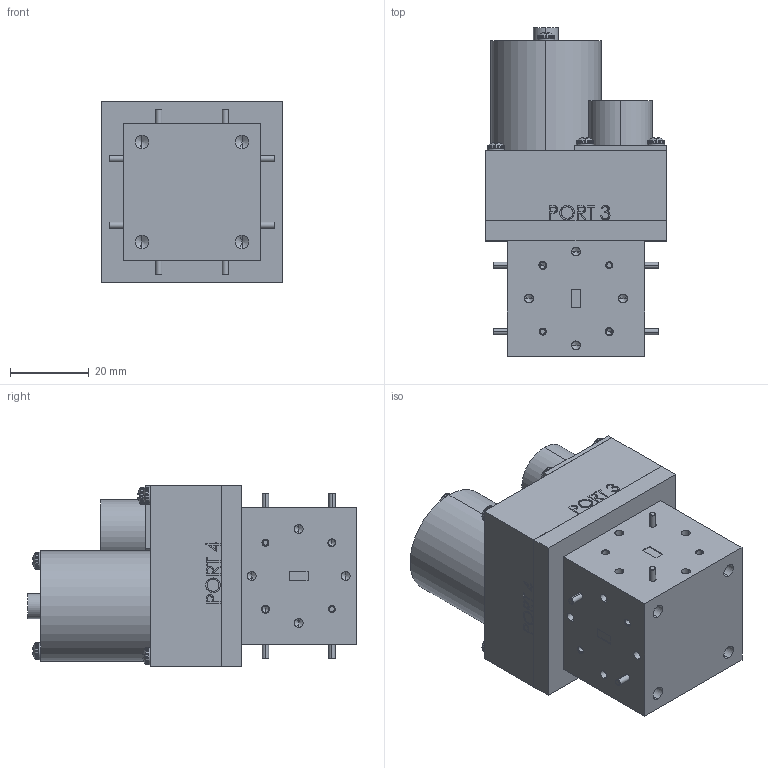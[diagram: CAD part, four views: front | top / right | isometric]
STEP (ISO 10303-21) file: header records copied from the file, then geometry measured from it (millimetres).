
FILE_DESCRIPTION (( 'STEP AP203' ), '1' );
FILE_NAME ('SWJ-19-TS.STEP', '2019-06-15T00:08:15', ( '' ), ( '' ), 'SwSTEP 2.0', 'SolidWorks 2016', '' );
FILE_SCHEMA (( 'CONFIG_CONTROL_DESIGN' ));
Products named in the file (1): SWJ-19-TS
Bounding box: 45.72 x 83.31 x 45.72 mm (x, y, z)
Volume: 101895.7 mm3; surface area: 18193.8 mm2
Topology: 9 solids, 9 shells, 1133 faces, 2933 edges, 1856 vertices
Faces by surface type: plane 496, cylinder 272, cone 192, bspline 125, torus 32, sphere 16
Entity records: 42026 total; most frequent: CARTESIAN_POINT 15420, ORIENTED_EDGE 5722, DIRECTION 5156, EDGE_CURVE 2861, VERTEX_POINT 1856, AXIS2_PLACEMENT_3D 1797, LINE 1562, VECTOR 1562
